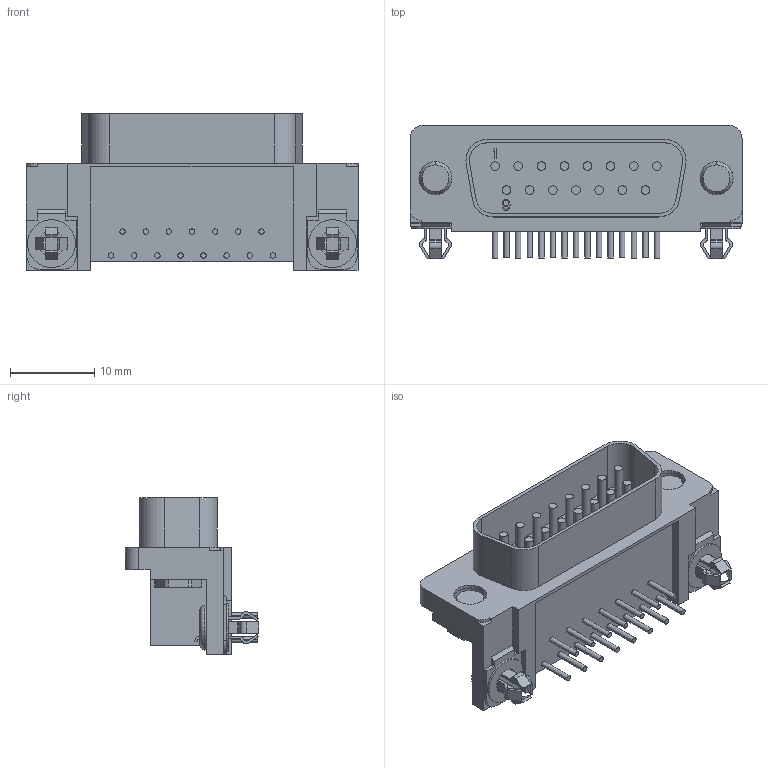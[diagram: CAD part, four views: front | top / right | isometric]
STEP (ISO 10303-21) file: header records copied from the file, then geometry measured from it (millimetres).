
FILE_DESCRIPTION((''),'2;1');
FILE_NAME('C-5747841-4','2011-12-13T',('workeradm'),('Tyco Electronics Ltd.'),'PRO/ENGINEER BY PARAMETRIC TECHNOLOGY CORPORATION, 2010430','PRO/ENGINEER BY PARAMETRIC TECHNOLOGY CORPORATION, 2010430','');
FILE_SCHEMA(('AUTOMOTIVE_DESIGN { 1 0 10303 214 1 1 1 1 }'));
Length unit declared in the file: millimetre
Products named in the file (1): C-5747841-4
Bounding box: 39.37 x 15.81 x 18.6 mm (x, y, z)
Volume: 3791.1 mm3; surface area: 3701.7 mm2
Topology: 1 solids, 3 shells, 510 faces, 1311 edges, 866 vertices
Faces by surface type: plane 314, cylinder 184, torus 8, cone 4
Entity records: 15854 total; most frequent: CARTESIAN_POINT 2785, DIRECTION 2717, ORIENTED_EDGE 2622, EDGE_CURVE 1311, VECTOR 909, LINE 909, AXIS2_PLACEMENT_3D 904, VERTEX_POINT 866
